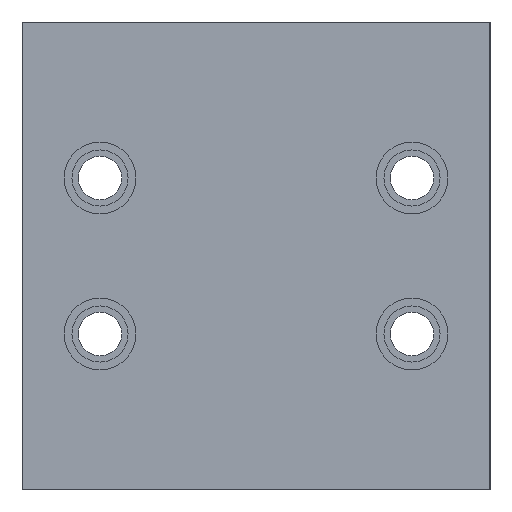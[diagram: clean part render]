
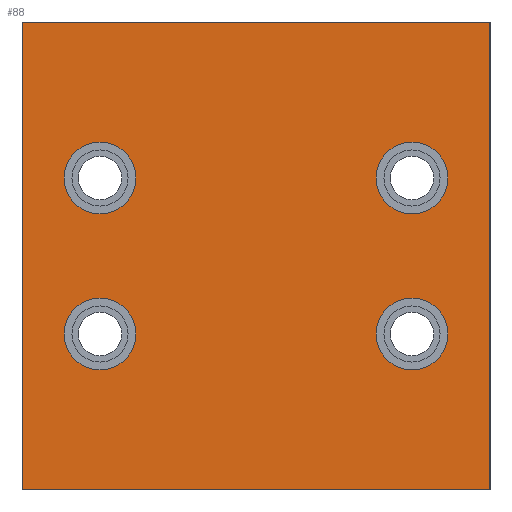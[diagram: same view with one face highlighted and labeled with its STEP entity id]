
A CAD part, left-side view. The second image highlights one B-rep face of the part: STEP entity #88.
In plain terms, the highlighted planar face has unit normal (-1, 0, 0).
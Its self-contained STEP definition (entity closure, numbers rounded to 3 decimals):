
#88 = ADVANCED_FACE( '', ( #197, #198, #199, #200, #201 ), #202, .F. );
#197 = FACE_BOUND( '', #480, .T. );
#198 = FACE_BOUND( '', #481, .T. );
#199 = FACE_BOUND( '', #482, .T. );
#200 = FACE_BOUND( '', #483, .T. );
#201 = FACE_OUTER_BOUND( '', #484, .T. );
#202 = PLANE( '', #485 );
#480 = EDGE_LOOP( '', ( #835 ) );
#481 = EDGE_LOOP( '', ( #836 ) );
#482 = EDGE_LOOP( '', ( #837 ) );
#483 = EDGE_LOOP( '', ( #838 ) );
#484 = EDGE_LOOP( '', ( #839, #840, #841, #842 ) );
#485 = AXIS2_PLACEMENT_3D( '', #843, #844, #845 );
#835 = ORIENTED_EDGE( '', *, *, #1336, .T. );
#836 = ORIENTED_EDGE( '', *, *, #1337, .T. );
#837 = ORIENTED_EDGE( '', *, *, #1338, .T. );
#838 = ORIENTED_EDGE( '', *, *, #1339, .T. );
#839 = ORIENTED_EDGE( '', *, *, #1340, .T. );
#840 = ORIENTED_EDGE( '', *, *, #1341, .F. );
#841 = ORIENTED_EDGE( '', *, *, #1342, .F. );
#842 = ORIENTED_EDGE( '', *, *, #1343, .T. );
#843 = CARTESIAN_POINT( '', ( -100., -75., 75. ) );
#844 = DIRECTION( '', ( 1., 0., 0. ) );
#845 = DIRECTION( '', ( 0., 0., -1. ) );
#1336 = EDGE_CURVE( '', #1520, #1520, #1521, .T. );
#1337 = EDGE_CURVE( '', #1522, #1522, #1523, .T. );
#1338 = EDGE_CURVE( '', #1524, #1524, #1525, .T. );
#1339 = EDGE_CURVE( '', #1526, #1526, #1527, .T. );
#1340 = EDGE_CURVE( '', #1528, #1529, #1530, .T. );
#1341 = EDGE_CURVE( '', #1531, #1529, #1532, .T. );
#1342 = EDGE_CURVE( '', #1533, #1531, #1534, .T. );
#1343 = EDGE_CURVE( '', #1533, #1528, #1535, .T. );
#1520 = VERTEX_POINT( '', #1815 );
#1521 = CIRCLE( '', #1816, 11.5 );
#1522 = VERTEX_POINT( '', #1817 );
#1523 = CIRCLE( '', #1818, 11.5 );
#1524 = VERTEX_POINT( '', #1819 );
#1525 = CIRCLE( '', #1820, 11.5 );
#1526 = VERTEX_POINT( '', #1821 );
#1527 = CIRCLE( '', #1822, 11.5 );
#1528 = VERTEX_POINT( '', #1823 );
#1529 = VERTEX_POINT( '', #1824 );
#1530 = LINE( '', #1825, #1826 );
#1531 = VERTEX_POINT( '', #1827 );
#1532 = LINE( '', #1828, #1829 );
#1533 = VERTEX_POINT( '', #1830 );
#1534 = LINE( '', #1831, #1832 );
#1535 = LINE( '', #1833, #1834 );
#1815 = CARTESIAN_POINT( '', ( -100., 50., -13.5 ) );
#1816 = AXIS2_PLACEMENT_3D( '', #2120, #2121, #2122 );
#1817 = CARTESIAN_POINT( '', ( -100., -50., -13.5 ) );
#1818 = AXIS2_PLACEMENT_3D( '', #2123, #2124, #2125 );
#1819 = CARTESIAN_POINT( '', ( -100., -50., 36.5 ) );
#1820 = AXIS2_PLACEMENT_3D( '', #2126, #2127, #2128 );
#1821 = CARTESIAN_POINT( '', ( -100., 50., 36.5 ) );
#1822 = AXIS2_PLACEMENT_3D( '', #2129, #2130, #2131 );
#1823 = CARTESIAN_POINT( '', ( -100., 75., 75. ) );
#1824 = CARTESIAN_POINT( '', ( -100., 75., -75. ) );
#1825 = CARTESIAN_POINT( '', ( -100., 75., 75. ) );
#1826 = VECTOR( '', #2132, 1000. );
#1827 = CARTESIAN_POINT( '', ( -100., -75., -75. ) );
#1828 = CARTESIAN_POINT( '', ( -100., -75., -75. ) );
#1829 = VECTOR( '', #2133, 1000. );
#1830 = CARTESIAN_POINT( '', ( -100., -75., 75. ) );
#1831 = CARTESIAN_POINT( '', ( -100., -75., 75. ) );
#1832 = VECTOR( '', #2134, 1000. );
#1833 = CARTESIAN_POINT( '', ( -100., -75., 75. ) );
#1834 = VECTOR( '', #2135, 1000. );
#2120 = CARTESIAN_POINT( '', ( -100., 50., -25. ) );
#2121 = DIRECTION( '', ( 1., 0., 0. ) );
#2122 = DIRECTION( '', ( 0., 0., 1. ) );
#2123 = CARTESIAN_POINT( '', ( -100., -50., -25. ) );
#2124 = DIRECTION( '', ( 1., 0., 0. ) );
#2125 = DIRECTION( '', ( 0., 0., 1. ) );
#2126 = CARTESIAN_POINT( '', ( -100., -50., 25. ) );
#2127 = DIRECTION( '', ( 1., 0., 0. ) );
#2128 = DIRECTION( '', ( 0., 0., 1. ) );
#2129 = CARTESIAN_POINT( '', ( -100., 50., 25. ) );
#2130 = DIRECTION( '', ( 1., 0., 0. ) );
#2131 = DIRECTION( '', ( 0., 0., 1. ) );
#2132 = DIRECTION( '', ( 0., 0., -1. ) );
#2133 = DIRECTION( '', ( 0., 1., 0. ) );
#2134 = DIRECTION( '', ( 0., 0., -1. ) );
#2135 = DIRECTION( '', ( 0., 1., 0. ) );
